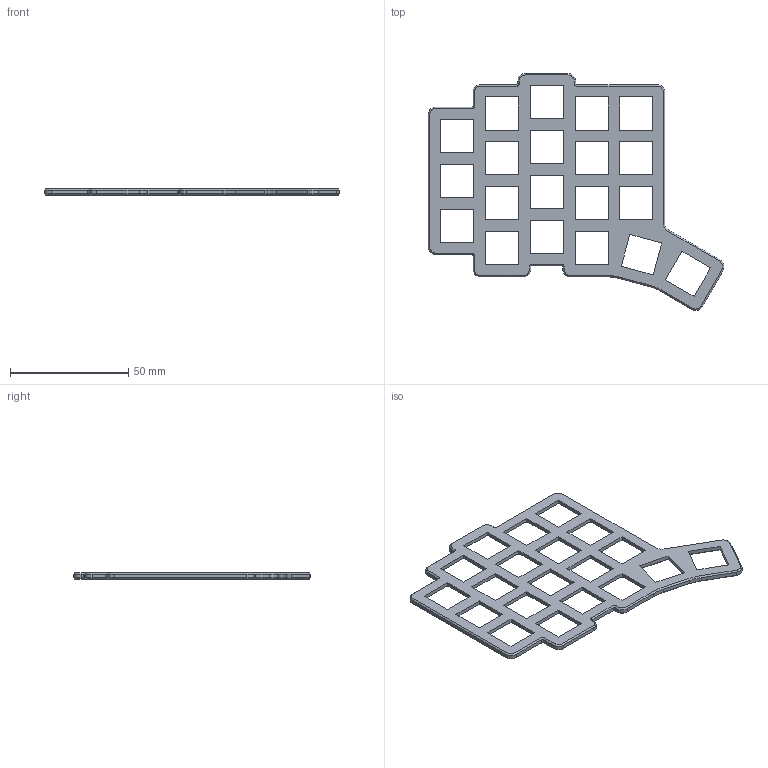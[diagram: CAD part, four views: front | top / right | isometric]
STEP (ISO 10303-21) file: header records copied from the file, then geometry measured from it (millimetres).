
FILE_DESCRIPTION(('FreeCAD Model'),'2;1');
FILE_NAME('Open CASCADE Shape Model','2025-09-20T16:44:42',(''),(''), 'Open CASCADE STEP processor 7.8','FreeCAD','Unknown');
FILE_SCHEMA(('AUTOMOTIVE_DESIGN { 1 0 10303 214 1 1 1 1 }'));
Length unit declared in the file: millimetre
Products named in the file (1): Plate-Left
Bounding box: 125.18 x 100.38 x 2.8 mm (x, y, z)
Volume: 10527.8 mm3; surface area: 13296.2 mm2
Topology: 1 solids, 1 shells, 385 faces, 1007 edges, 644 vertices
Faces by surface type: plane 242, cylinder 101, cone 42
Entity records: 11813 total; most frequent: CARTESIAN_POINT 2037, DIRECTION 2023, ORIENTED_EDGE 2014, EDGE_CURVE 1007, LINE 763, VECTOR 763, VERTEX_POINT 644, AXIS2_PLACEMENT_3D 630
